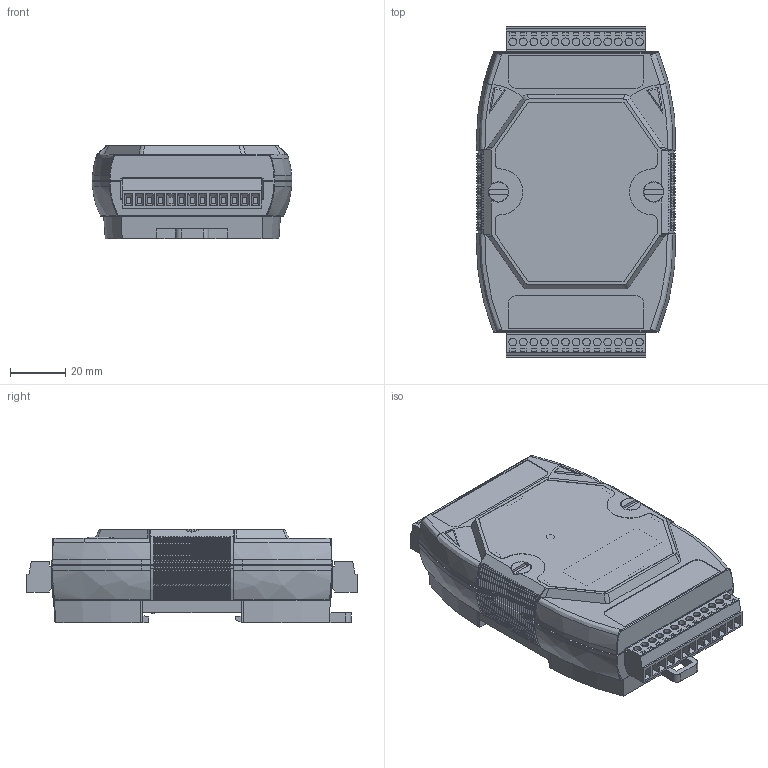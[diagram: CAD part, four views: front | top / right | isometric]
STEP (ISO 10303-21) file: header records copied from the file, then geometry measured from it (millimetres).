
FILE_DESCRIPTION (( 'STEP AP203' ), '1' );
FILE_NAME ('7000_13P_13P_N.STEP', '2022-10-12T05:34:17', ( 'Windows 使用者' ), ( '' ), 'SwSTEP 2.0', 'SolidWorks 2020', '' );
FILE_SCHEMA (( 'CONFIG_CONTROL_DESIGN' ));
Length unit declared in the file: millimetre
Products named in the file (11): MC420-38113_90; 4SIPP-756-BG; MC420-38113; 4SAPP-005-A; ME030-38113; 7000-PCGai.sldasm-Part-1; 貼紙; 4SIPP-756-AG; 7K_PCB; SW180; 7000_13P_13P_N
Assembly tree (12 placements, depth 3):
  7000_13P_13P_N
    4SIPP-756-BG
    4SIPP-756-AG
    4SAPP-005-A
    7000-PCGai.sldasm-Part-1  x2
    7K_PCB
    MC420-38113_90  x2
      ME030-38113
      MC420-38113
    SW180
    貼紙
Bounding box: 72.04 x 119.18 x 33.6 mm (x, y, z)
Volume: 62223.3 mm3; surface area: 88436 mm2
Topology: 12 solids, 12 shells, 3818 faces, 10382 edges, 6803 vertices
Faces by surface type: plane 2577, cylinder 377, bspline 344, cone 260, torus 238, sphere 22
Entity records: 105387 total; most frequent: CARTESIAN_POINT 36596, ORIENTED_EDGE 15792, DIRECTION 11871, EDGE_CURVE 7896, VERTEX_POINT 5189, AXIS2_PLACEMENT_3D 3976, VECTOR 3919, LINE 3919
